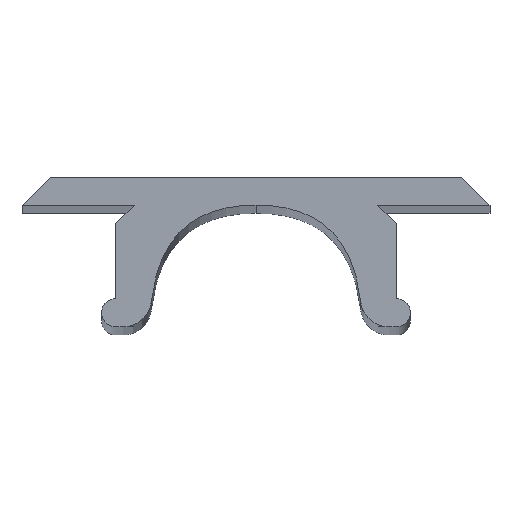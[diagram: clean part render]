
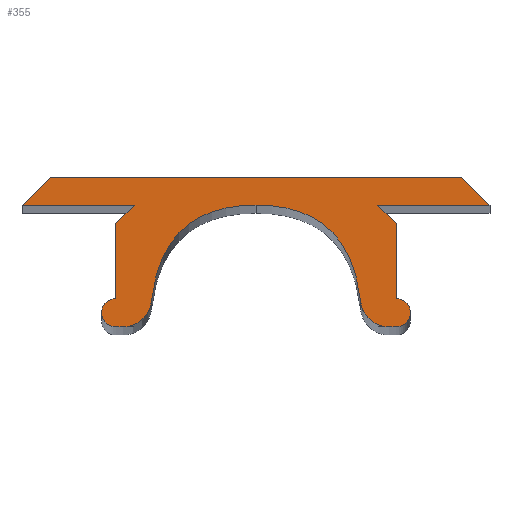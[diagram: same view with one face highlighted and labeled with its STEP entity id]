
A CAD part, top view. The second image highlights one B-rep face of the part: STEP entity #355.
In plain terms, the highlighted planar face has unit normal (0, 0, 1).
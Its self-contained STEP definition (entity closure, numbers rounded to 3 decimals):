
#16=CIRCLE('',#382,0.3);
#17=CIRCLE('',#388,0.3);
#21=(
BOUNDED_CURVE()
B_SPLINE_CURVE(2,(#541,#542,#543),.UNSPECIFIED.,.F.,.F.)
B_SPLINE_CURVE_WITH_KNOTS((3,3),(0.109,1.),.UNSPECIFIED.)
CURVE()
GEOMETRIC_REPRESENTATION_ITEM()
RATIONAL_B_SPLINE_CURVE((1.,1.,1.))
REPRESENTATION_ITEM('')
);
#23=(
BOUNDED_CURVE()
B_SPLINE_CURVE(2,(#623,#624,#625),.UNSPECIFIED.,.F.,.F.)
B_SPLINE_CURVE_WITH_KNOTS((3,3),(0.109,1.),.UNSPECIFIED.)
CURVE()
GEOMETRIC_REPRESENTATION_ITEM()
RATIONAL_B_SPLINE_CURVE((1.,1.,1.))
REPRESENTATION_ITEM('')
);
#29=LINE('',#524,#64);
#30=LINE('',#528,#65);
#38=LINE('',#560,#73);
#41=LINE('',#566,#76);
#43=LINE('',#569,#78);
#44=LINE('',#618,#79);
#47=LINE('',#627,#82);
#48=LINE('',#629,#83);
#49=LINE('',#631,#84);
#50=LINE('',#633,#85);
#51=LINE('',#635,#86);
#64=VECTOR('',#403,10.);
#65=VECTOR('',#406,10.);
#73=VECTOR('',#422,10.);
#76=VECTOR('',#427,10.);
#78=VECTOR('',#431,10.);
#79=VECTOR('',#434,10.);
#82=VECTOR('',#439,10.);
#83=VECTOR('',#440,10.);
#84=VECTOR('',#441,10.);
#85=VECTOR('',#442,10.);
#86=VECTOR('',#443,10.);
#103=PLANE('',#387);
#120=FACE_OUTER_BOUND('',#139,.T.);
#139=EDGE_LOOP('',(#281,#282,#283,#284,#285,#286,#287,#288,#289,#290,#291,
#292,#293,#294,#295,#296,#297));
#148=B_SPLINE_CURVE_WITH_KNOTS('',3,(#495,#496,#497,#498,#499,#500,#501),
 .UNSPECIFIED.,.F.,.F.,(4,3,4),(0.,0.044,0.088),
 .UNSPECIFIED.);
#152=B_SPLINE_CURVE_WITH_KNOTS('',3,(#592,#593,#594,#595,#596,#597,#598),
 .UNSPECIFIED.,.F.,.F.,(4,3,4),(0.,0.044,0.088),
 .UNSPECIFIED.);
#156=VERTEX_POINT('',#493);
#157=VERTEX_POINT('',#494);
#161=VERTEX_POINT('',#522);
#162=VERTEX_POINT('',#526);
#163=VERTEX_POINT('',#527);
#166=VERTEX_POINT('',#540);
#169=VERTEX_POINT('',#552);
#171=VERTEX_POINT('',#558);
#173=VERTEX_POINT('',#564);
#174=VERTEX_POINT('',#590);
#175=VERTEX_POINT('',#591);
#178=VERTEX_POINT('',#617);
#180=VERTEX_POINT('',#626);
#181=VERTEX_POINT('',#628);
#182=VERTEX_POINT('',#630);
#183=VERTEX_POINT('',#632);
#184=VERTEX_POINT('',#634);
#190=EDGE_CURVE('',#156,#157,#148,.T.);
#196=EDGE_CURVE('',#161,#157,#29,.T.);
#197=EDGE_CURVE('',#162,#163,#30,.T.);
#201=EDGE_CURVE('',#156,#166,#21,.T.);
#206=EDGE_CURVE('',#169,#161,#16,.T.);
#209=EDGE_CURVE('',#171,#169,#38,.T.);
#212=EDGE_CURVE('',#173,#171,#41,.T.);
#214=EDGE_CURVE('',#162,#173,#43,.T.);
#215=EDGE_CURVE('',#174,#175,#152,.T.);
#219=EDGE_CURVE('',#178,#175,#44,.T.);
#222=EDGE_CURVE('',#174,#166,#23,.T.);
#223=EDGE_CURVE('',#180,#163,#47,.T.);
#224=EDGE_CURVE('',#181,#180,#48,.T.);
#225=EDGE_CURVE('',#181,#182,#49,.T.);
#226=EDGE_CURVE('',#182,#183,#50,.T.);
#227=EDGE_CURVE('',#183,#184,#51,.T.);
#228=EDGE_CURVE('',#184,#178,#17,.T.);
#281=ORIENTED_EDGE('',*,*,#215,.F.);
#282=ORIENTED_EDGE('',*,*,#222,.T.);
#283=ORIENTED_EDGE('',*,*,#201,.F.);
#284=ORIENTED_EDGE('',*,*,#190,.T.);
#285=ORIENTED_EDGE('',*,*,#196,.F.);
#286=ORIENTED_EDGE('',*,*,#206,.F.);
#287=ORIENTED_EDGE('',*,*,#209,.F.);
#288=ORIENTED_EDGE('',*,*,#212,.F.);
#289=ORIENTED_EDGE('',*,*,#214,.F.);
#290=ORIENTED_EDGE('',*,*,#197,.T.);
#291=ORIENTED_EDGE('',*,*,#223,.F.);
#292=ORIENTED_EDGE('',*,*,#224,.F.);
#293=ORIENTED_EDGE('',*,*,#225,.T.);
#294=ORIENTED_EDGE('',*,*,#226,.T.);
#295=ORIENTED_EDGE('',*,*,#227,.T.);
#296=ORIENTED_EDGE('',*,*,#228,.T.);
#297=ORIENTED_EDGE('',*,*,#219,.T.);
#355=ADVANCED_FACE('',(#120),#103,.T.);
#382=AXIS2_PLACEMENT_3D('',#554,#416,#417);
#387=AXIS2_PLACEMENT_3D('',#622,#437,#438);
#388=AXIS2_PLACEMENT_3D('',#636,#444,#445);
#403=DIRECTION('',(-1.,0.,0.));
#406=DIRECTION('',(-0.707,0.707,0.));
#416=DIRECTION('center_axis',(0.,0.,-1.));
#417=DIRECTION('ref_axis',(0.,1.,0.));
#422=DIRECTION('',(0.,-1.,0.));
#427=DIRECTION('',(0.707,-0.707,0.));
#431=DIRECTION('',(-1.,0.,0.));
#434=DIRECTION('',(1.,0.,0.));
#437=DIRECTION('center_axis',(0.,0.,1.));
#438=DIRECTION('ref_axis',(1.,0.,0.));
#439=DIRECTION('',(1.,0.,0.));
#440=DIRECTION('',(0.707,0.707,0.));
#441=DIRECTION('',(1.,0.,0.));
#442=DIRECTION('',(-0.707,-0.707,0.));
#443=DIRECTION('',(0.,-1.,0.));
#444=DIRECTION('center_axis',(0.,0.,1.));
#445=DIRECTION('ref_axis',(0.,1.,0.));
#493=CARTESIAN_POINT('',(2.236,7.936,100.));
#494=CARTESIAN_POINT('',(2.833,7.4,100.));
#495=CARTESIAN_POINT('Ctrl Pts',(2.236,7.936,100.));
#496=CARTESIAN_POINT('Ctrl Pts',(2.252,7.791,100.));
#497=CARTESIAN_POINT('Ctrl Pts',(2.323,7.652,100.));
#498=CARTESIAN_POINT('Ctrl Pts',(2.432,7.554,100.));
#499=CARTESIAN_POINT('Ctrl Pts',(2.54,7.456,100.));
#500=CARTESIAN_POINT('Ctrl Pts',(2.686,7.4,100.));
#501=CARTESIAN_POINT('Ctrl Pts',(2.833,7.4,100.));
#522=CARTESIAN_POINT('',(3.,7.4,100.));
#524=CARTESIAN_POINT('',(3.,7.4,100.));
#526=CARTESIAN_POINT('',(5.,10.,100.));
#527=CARTESIAN_POINT('',(4.4,10.6,100.));
#528=CARTESIAN_POINT('',(4.475,10.525,100.));
#540=CARTESIAN_POINT('',(0.,10.,100.));
#541=CARTESIAN_POINT('Ctrl Pts',(2.236,7.936,100.));
#542=CARTESIAN_POINT('Ctrl Pts',(2.016,10.,100.));
#543=CARTESIAN_POINT('Ctrl Pts',(0.,10.,100.));
#552=CARTESIAN_POINT('',(3.,8.,100.));
#554=CARTESIAN_POINT('Origin',(3.,7.7,100.));
#558=CARTESIAN_POINT('',(3.,9.6,100.));
#560=CARTESIAN_POINT('',(3.,9.6,100.));
#564=CARTESIAN_POINT('',(2.6,10.,100.));
#566=CARTESIAN_POINT('',(2.6,10.,100.));
#569=CARTESIAN_POINT('',(5.,10.,100.));
#590=CARTESIAN_POINT('',(-2.236,7.936,100.));
#591=CARTESIAN_POINT('',(-2.833,7.4,100.));
#592=CARTESIAN_POINT('Ctrl Pts',(-2.236,7.936,100.));
#593=CARTESIAN_POINT('Ctrl Pts',(-2.252,7.791,100.));
#594=CARTESIAN_POINT('Ctrl Pts',(-2.323,7.652,100.));
#595=CARTESIAN_POINT('Ctrl Pts',(-2.432,7.554,100.));
#596=CARTESIAN_POINT('Ctrl Pts',(-2.54,7.456,100.));
#597=CARTESIAN_POINT('Ctrl Pts',(-2.686,7.4,100.));
#598=CARTESIAN_POINT('Ctrl Pts',(-2.833,7.4,100.));
#617=CARTESIAN_POINT('',(-3.,7.4,100.));
#618=CARTESIAN_POINT('',(-3.,7.4,100.));
#622=CARTESIAN_POINT('Origin',(-2.5,9.,100.));
#623=CARTESIAN_POINT('Ctrl Pts',(-2.236,7.936,100.));
#624=CARTESIAN_POINT('Ctrl Pts',(-2.016,10.,100.));
#625=CARTESIAN_POINT('Ctrl Pts',(0.,10.,100.));
#626=CARTESIAN_POINT('',(-4.4,10.6,100.));
#627=CARTESIAN_POINT('',(0.,10.6,100.));
#628=CARTESIAN_POINT('',(-5.,10.,100.));
#629=CARTESIAN_POINT('',(-4.475,10.525,100.));
#630=CARTESIAN_POINT('',(-2.6,10.,100.));
#631=CARTESIAN_POINT('',(-5.,10.,100.));
#632=CARTESIAN_POINT('',(-3.,9.6,100.));
#633=CARTESIAN_POINT('',(-2.6,10.,100.));
#634=CARTESIAN_POINT('',(-3.,8.,100.));
#635=CARTESIAN_POINT('',(-3.,9.6,100.));
#636=CARTESIAN_POINT('Origin',(-3.,7.7,100.));
